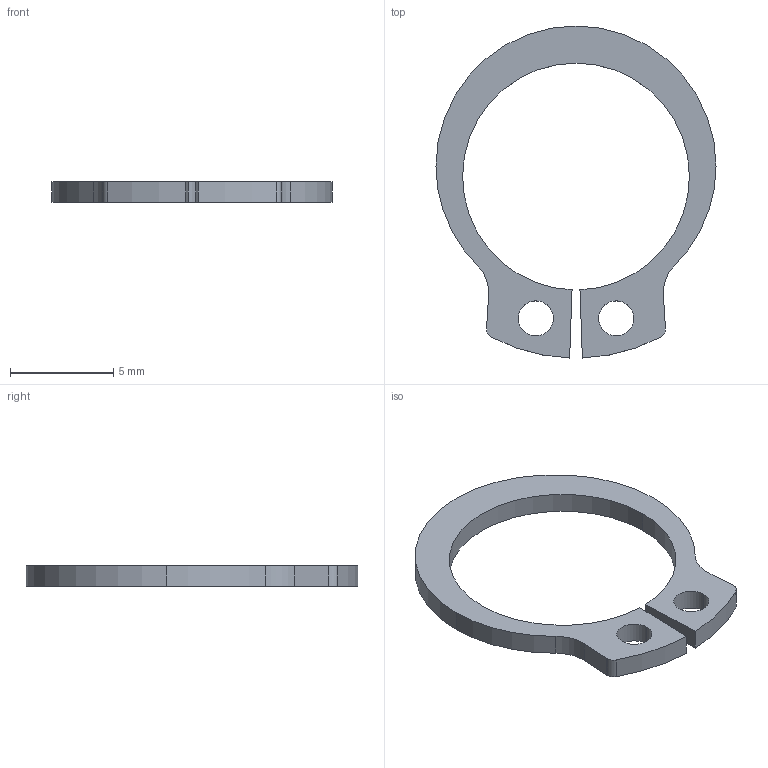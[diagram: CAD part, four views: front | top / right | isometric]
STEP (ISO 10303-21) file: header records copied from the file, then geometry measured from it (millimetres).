
FILE_DESCRIPTION (( 'STEP AP203' ), '1' );
FILE_NAME ('98541A119_External Retaining Ring.STEP', '2023-02-22T20:04:31', ( 'Administrator' ), ( 'Managed by Terraform' ), 'SwSTEP 2.0', 'SolidWorks 2017', '' );
FILE_SCHEMA (( 'CONFIG_CONTROL_DESIGN' ));
Length unit declared in the file: millimetre
Products named in the file (1): 98541A119_External Retaining Ring
Bounding box: 13.58 x 16.1 x 1 mm (x, y, z)
Volume: 66.4 mm3; surface area: 231.8 mm2
Topology: 1 solids, 1 shells, 24 faces, 66 edges, 44 vertices
Faces by surface type: cylinder 18, plane 6
Entity records: 871 total; most frequent: DIRECTION 152, CARTESIAN_POINT 135, ORIENTED_EDGE 132, EDGE_CURVE 66, AXIS2_PLACEMENT_3D 61, VERTEX_POINT 44, CIRCLE 36, VECTOR 30
